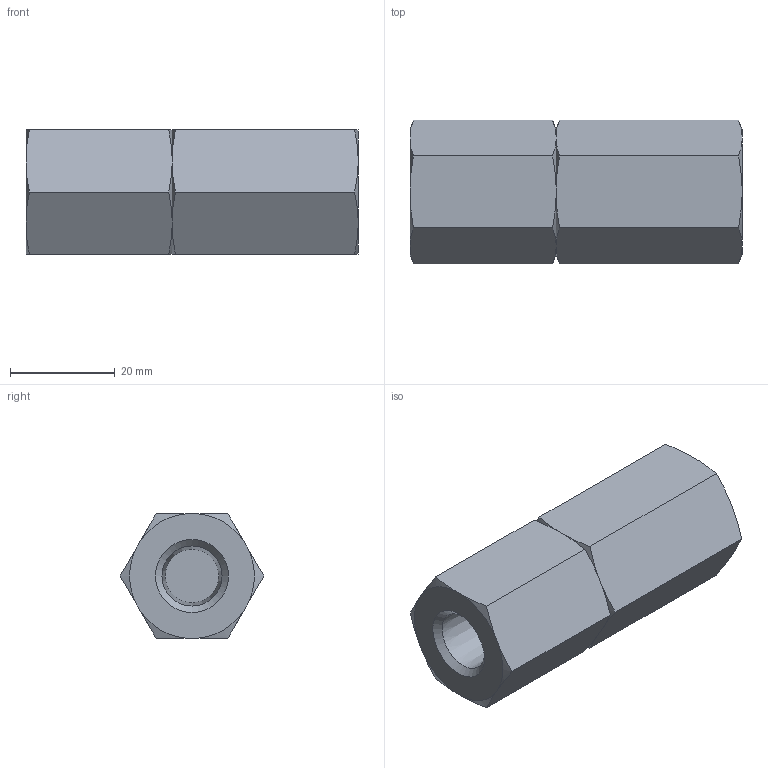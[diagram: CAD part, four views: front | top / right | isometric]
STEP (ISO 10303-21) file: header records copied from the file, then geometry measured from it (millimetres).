
FILE_DESCRIPTION((''),'2;1');
FILE_NAME('1352.stp','2013-01-18T16:22:43',('jml'),(''),'Autodesk Inventor 2010','Autodesk Inventor 2010','');
FILE_SCHEMA(('AUTOMOTIVE_DESIGN { 1 0 10303 214 1 1 1 1 }'));
Length unit declared in the file: inch
Products named in the file (3): 1352; 220908; 220909
Assembly tree (2 placements, depth 2):
  1352
    220908
    220909
Bounding box: 63.5 x 27.48 x 23.8 mm (x, y, z)
Volume: 24268.4 mm3; surface area: 10900.3 mm2
Topology: 2 solids, 2 shells, 71 faces, 179 edges, 119 vertices
Faces by surface type: cone 33, plane 24, cylinder 13, torus 1
Full cylindrical faces by diameter (mm): 2.388 x6, 10.719 x1, 11.1 x1, 11.684 x1, 14.224 x1, 16.815 x1, 17.323 x1, 19.05 x1
Entity records: 2384 total; most frequent: CARTESIAN_POINT 824, ORIENTED_EDGE 292, DIRECTION 288, EDGE_CURVE 146, AXIS2_PLACEMENT_3D 126, EDGE_LOOP 116, VERTEX_POINT 110, FACE_OUTER_BOUND 71
